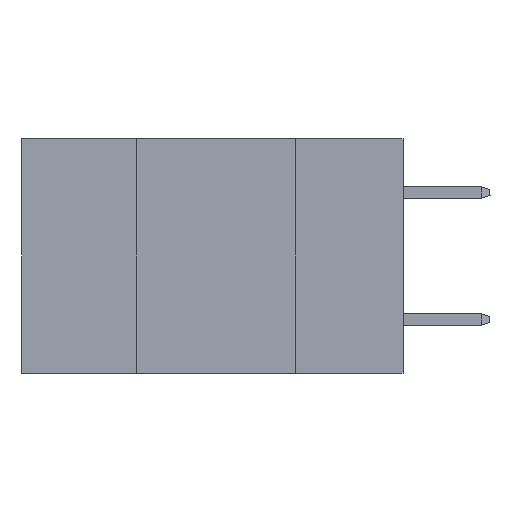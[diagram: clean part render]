
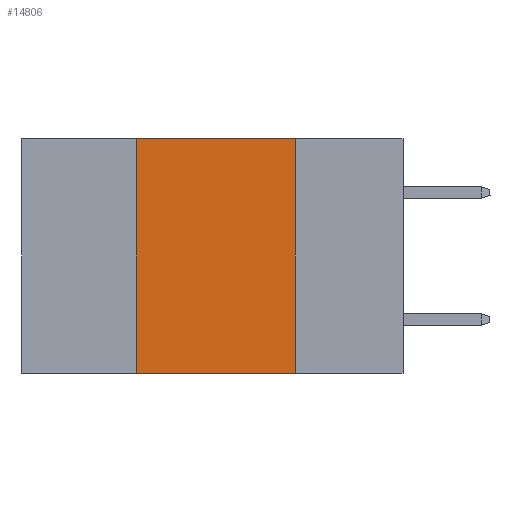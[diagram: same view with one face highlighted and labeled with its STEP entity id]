
A CAD part, left-side view. The second image highlights one B-rep face of the part: STEP entity #14806.
In plain terms, the highlighted planar face has unit normal (-1, 0, 0).
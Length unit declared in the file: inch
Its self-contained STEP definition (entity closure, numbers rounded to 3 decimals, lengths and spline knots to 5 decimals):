
#101 = AXIS2_PLACEMENT_3D ( 'NONE', #34414, #7234, #7888 ) ;
#2361 = EDGE_CURVE ( 'NONE', #19504, #18193, #40837, .T. ) ;
#4019 = CARTESIAN_POINT ( 'NONE',  ( 0., 0.42, 0. ) ) ;
#6835 = CARTESIAN_POINT ( 'NONE',  ( 0., 0.6, -0.37 ) ) ;
#7234 = DIRECTION ( 'NONE',  ( 1., 0., 0. ) ) ;
#7556 = DIRECTION ( 'NONE',  ( 0., 0., 1. ) ) ;
#7888 = DIRECTION ( 'NONE',  ( 0., 0., -1. ) ) ;
#8519 = CARTESIAN_POINT ( 'NONE',  ( 0., 0.17, 0. ) ) ;
#11425 = CARTESIAN_POINT ( 'NONE',  ( 0., 0.42, 0. ) ) ;
#11660 = CARTESIAN_POINT ( 'NONE',  ( 0., 0.17, -0.37 ) ) ;
#12232 = VECTOR ( 'NONE', #31513, 39.37008 ) ;
#12327 = CARTESIAN_POINT ( 'NONE',  ( 0., 0.42, -0.37 ) ) ;
#13680 = CARTESIAN_POINT ( 'NONE',  ( 0., 0.6, 0. ) ) ;
#14806 = ADVANCED_FACE ( 'NONE', ( #37943 ), #31116, .F. ) ;
#16759 = VERTEX_POINT ( 'NONE', #8519 ) ;
#18193 = VERTEX_POINT ( 'NONE', #11660 ) ;
#18659 = CARTESIAN_POINT ( 'NONE',  ( 0., 0.17, 0. ) ) ;
#19504 = VERTEX_POINT ( 'NONE', #12327 ) ;
#20301 = DIRECTION ( 'NONE',  ( 0., -1., 0. ) ) ;
#24119 = ORIENTED_EDGE ( 'NONE', *, *, #2361, .T. ) ;
#24921 = ORIENTED_EDGE ( 'NONE', *, *, #35441, .F. ) ;
#25445 = EDGE_CURVE ( 'NONE', #16759, #18193, #28840, .T. ) ;
#26649 = VERTEX_POINT ( 'NONE', #11425 ) ;
#28840 = LINE ( 'NONE', #18659, #12232 ) ;
#28927 = EDGE_CURVE ( 'NONE', #19504, #26649, #37823, .T. ) ;
#31116 = PLANE ( 'NONE',  #101 ) ;
#31513 = DIRECTION ( 'NONE',  ( 0., 0., -1. ) ) ;
#34414 = CARTESIAN_POINT ( 'NONE',  ( 0., 0.6, 0. ) ) ;
#34954 = EDGE_LOOP ( 'NONE', ( #35998, #24921, #37386, #24119 ) ) ;
#35441 = EDGE_CURVE ( 'NONE', #26649, #16759, #36895, .T. ) ;
#35998 = ORIENTED_EDGE ( 'NONE', *, *, #25445, .F. ) ;
#36216 = VECTOR ( 'NONE', #20301, 39.37008 ) ;
#36660 = DIRECTION ( 'NONE',  ( 0., -1., 0. ) ) ;
#36895 = LINE ( 'NONE', #13680, #39556 ) ;
#37386 = ORIENTED_EDGE ( 'NONE', *, *, #28927, .F. ) ;
#37823 = LINE ( 'NONE', #4019, #41943 ) ;
#37943 = FACE_OUTER_BOUND ( 'NONE', #34954, .T. ) ;
#39556 = VECTOR ( 'NONE', #36660, 39.37008 ) ;
#40837 = LINE ( 'NONE', #6835, #36216 ) ;
#41943 = VECTOR ( 'NONE', #7556, 39.37008 ) ;
